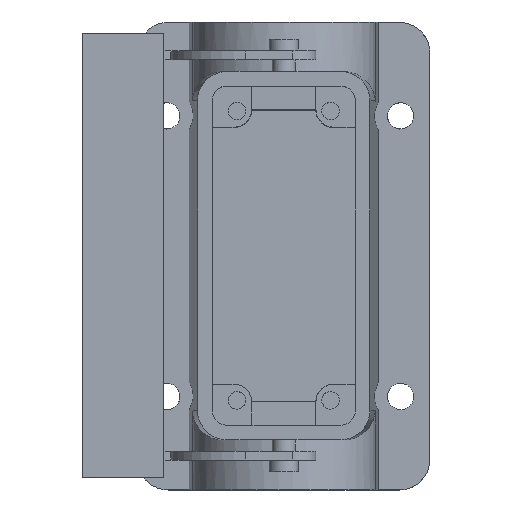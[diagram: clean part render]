
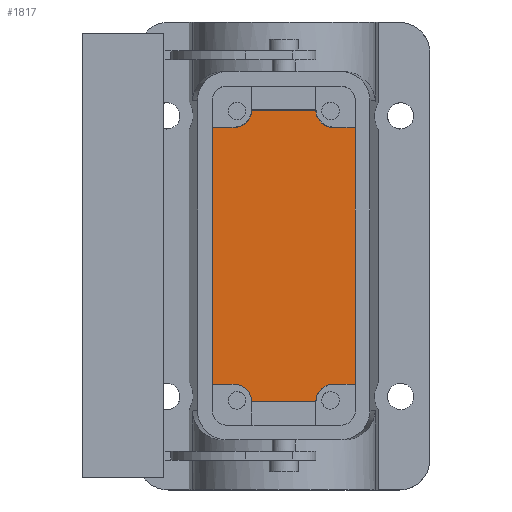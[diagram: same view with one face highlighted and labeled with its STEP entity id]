
A CAD part, top view. The second image highlights one B-rep face of the part: STEP entity #1817.
In plain terms, the highlighted planar face has unit normal (0, 0, 1).
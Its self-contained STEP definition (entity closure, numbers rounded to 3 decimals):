
#439=AXIS2_PLACEMENT_3D('Circle Axis2P3D',#437,#438,$) ;
#488=AXIS2_PLACEMENT_3D('Circle Axis2P3D',#486,#487,$) ;
#1754=AXIS2_PLACEMENT_3D('Plane Axis2P3D',#1751,#1752,#1753) ;
#1772=AXIS2_PLACEMENT_3D('Circle Axis2P3D',#1770,#1771,$) ;
#1786=AXIS2_PLACEMENT_3D('Circle Axis2P3D',#1784,#1785,$) ;
#434=CARTESIAN_POINT('Vertex',(26.,62.,4.5)) ;
#437=CARTESIAN_POINT('Axis2P3D Location',(26.,65.,4.5)) ;
#441=CARTESIAN_POINT('Vertex',(29.,65.,4.5)) ;
#462=CARTESIAN_POINT('Line Origine',(34.5,65.,4.5)) ;
#466=CARTESIAN_POINT('Vertex',(40.,65.,4.5)) ;
#486=CARTESIAN_POINT('Axis2P3D Location',(43.,65.,4.5)) ;
#490=CARTESIAN_POINT('Vertex',(43.,62.,4.5)) ;
#510=CARTESIAN_POINT('Line Origine',(44.875,62.,4.5)) ;
#514=CARTESIAN_POINT('Vertex',(46.75,62.,4.5)) ;
#630=CARTESIAN_POINT('Vertex',(22.25,62.,4.5)) ;
#633=CARTESIAN_POINT('Line Origine',(24.125,62.,4.5)) ;
#1751=CARTESIAN_POINT('Axis2P3D Location',(34.5,40.,4.5)) ;
#1756=CARTESIAN_POINT('Line Origine',(22.25,40.,4.5)) ;
#1760=CARTESIAN_POINT('Vertex',(22.25,18.,4.5)) ;
#1763=CARTESIAN_POINT('Line Origine',(24.125,18.,4.5)) ;
#1767=CARTESIAN_POINT('Vertex',(26.,18.,4.5)) ;
#1770=CARTESIAN_POINT('Axis2P3D Location',(26.,15.,4.5)) ;
#1774=CARTESIAN_POINT('Vertex',(29.,15.,4.5)) ;
#1777=CARTESIAN_POINT('Line Origine',(34.5,15.,4.5)) ;
#1781=CARTESIAN_POINT('Vertex',(40.,15.,4.5)) ;
#1784=CARTESIAN_POINT('Axis2P3D Location',(43.,15.,4.5)) ;
#1788=CARTESIAN_POINT('Vertex',(43.,18.,4.5)) ;
#1791=CARTESIAN_POINT('Line Origine',(44.875,18.,4.5)) ;
#1795=CARTESIAN_POINT('Vertex',(46.75,18.,4.5)) ;
#1798=CARTESIAN_POINT('Line Origine',(46.75,40.,4.5)) ;
#438=DIRECTION('Axis2P3D Direction',(0.,0.,-1.)) ;
#463=DIRECTION('Vector Direction',(-1.,0.,0.)) ;
#487=DIRECTION('Axis2P3D Direction',(0.,-0.,-1.)) ;
#511=DIRECTION('Vector Direction',(1.,0.,0.)) ;
#634=DIRECTION('Vector Direction',(-1.,0.,0.)) ;
#1752=DIRECTION('Axis2P3D Direction',(-0.,0.,1.)) ;
#1753=DIRECTION('Axis2P3D XDirection',(0.,-1.,0.)) ;
#1757=DIRECTION('Vector Direction',(0.,1.,0.)) ;
#1764=DIRECTION('Vector Direction',(-1.,0.,0.)) ;
#1771=DIRECTION('Axis2P3D Direction',(-0.,0.,1.)) ;
#1778=DIRECTION('Vector Direction',(-1.,0.,0.)) ;
#1785=DIRECTION('Axis2P3D Direction',(-0.,0.,1.)) ;
#1792=DIRECTION('Vector Direction',(1.,0.,0.)) ;
#1799=DIRECTION('Vector Direction',(0.,-1.,0.)) ;
#464=VECTOR('Line Direction',#463,1.) ;
#512=VECTOR('Line Direction',#511,1.) ;
#635=VECTOR('Line Direction',#634,1.) ;
#1758=VECTOR('Line Direction',#1757,1.) ;
#1765=VECTOR('Line Direction',#1764,1.) ;
#1779=VECTOR('Line Direction',#1778,1.) ;
#1793=VECTOR('Line Direction',#1792,1.) ;
#1800=VECTOR('Line Direction',#1799,1.) ;
#1804=ORIENTED_EDGE('',*,*,#443,.F.) ;
#1805=ORIENTED_EDGE('',*,*,#637,.T.) ;
#1806=ORIENTED_EDGE('',*,*,#1762,.T.) ;
#1807=ORIENTED_EDGE('',*,*,#1769,.F.) ;
#1808=ORIENTED_EDGE('',*,*,#1776,.F.) ;
#1809=ORIENTED_EDGE('',*,*,#1783,.F.) ;
#1810=ORIENTED_EDGE('',*,*,#1790,.F.) ;
#1811=ORIENTED_EDGE('',*,*,#1797,.T.) ;
#1812=ORIENTED_EDGE('',*,*,#1802,.T.) ;
#1813=ORIENTED_EDGE('',*,*,#516,.F.) ;
#1814=ORIENTED_EDGE('',*,*,#492,.F.) ;
#1815=ORIENTED_EDGE('',*,*,#468,.T.) ;
#1817=ADVANCED_FACE('Housing',(#1816),#1755,.T.) ;
#440=CIRCLE('generated circle',#439,3.) ;
#489=CIRCLE('generated circle',#488,3.) ;
#1773=CIRCLE('generated circle',#1772,3.) ;
#1787=CIRCLE('generated circle',#1786,3.) ;
#443=EDGE_CURVE('',#435,#442,#440,.F.) ;
#468=EDGE_CURVE('',#467,#442,#465,.T.) ;
#492=EDGE_CURVE('',#467,#491,#489,.F.) ;
#516=EDGE_CURVE('',#491,#515,#513,.T.) ;
#637=EDGE_CURVE('',#435,#631,#636,.T.) ;
#1762=EDGE_CURVE('',#631,#1761,#1759,.F.) ;
#1769=EDGE_CURVE('',#1768,#1761,#1766,.T.) ;
#1776=EDGE_CURVE('',#1775,#1768,#1773,.T.) ;
#1783=EDGE_CURVE('',#1782,#1775,#1780,.T.) ;
#1790=EDGE_CURVE('',#1789,#1782,#1787,.T.) ;
#1797=EDGE_CURVE('',#1789,#1796,#1794,.T.) ;
#1802=EDGE_CURVE('',#1796,#515,#1801,.F.) ;
#1803=EDGE_LOOP('',(#1804,#1805,#1806,#1807,#1808,#1809,#1810,#1811,#1812,#1813,#1814,#1815)) ;
#1816=FACE_OUTER_BOUND('',#1803,.T.) ;
#465=LINE('Line',#462,#464) ;
#513=LINE('Line',#510,#512) ;
#636=LINE('Line',#633,#635) ;
#1759=LINE('Line',#1756,#1758) ;
#1766=LINE('Line',#1763,#1765) ;
#1780=LINE('Line',#1777,#1779) ;
#1794=LINE('Line',#1791,#1793) ;
#1801=LINE('Line',#1798,#1800) ;
#1755=PLANE('',#1754) ;
#435=VERTEX_POINT('',#434) ;
#442=VERTEX_POINT('',#441) ;
#467=VERTEX_POINT('',#466) ;
#491=VERTEX_POINT('',#490) ;
#515=VERTEX_POINT('',#514) ;
#631=VERTEX_POINT('',#630) ;
#1761=VERTEX_POINT('',#1760) ;
#1768=VERTEX_POINT('',#1767) ;
#1775=VERTEX_POINT('',#1774) ;
#1782=VERTEX_POINT('',#1781) ;
#1789=VERTEX_POINT('',#1788) ;
#1796=VERTEX_POINT('',#1795) ;
